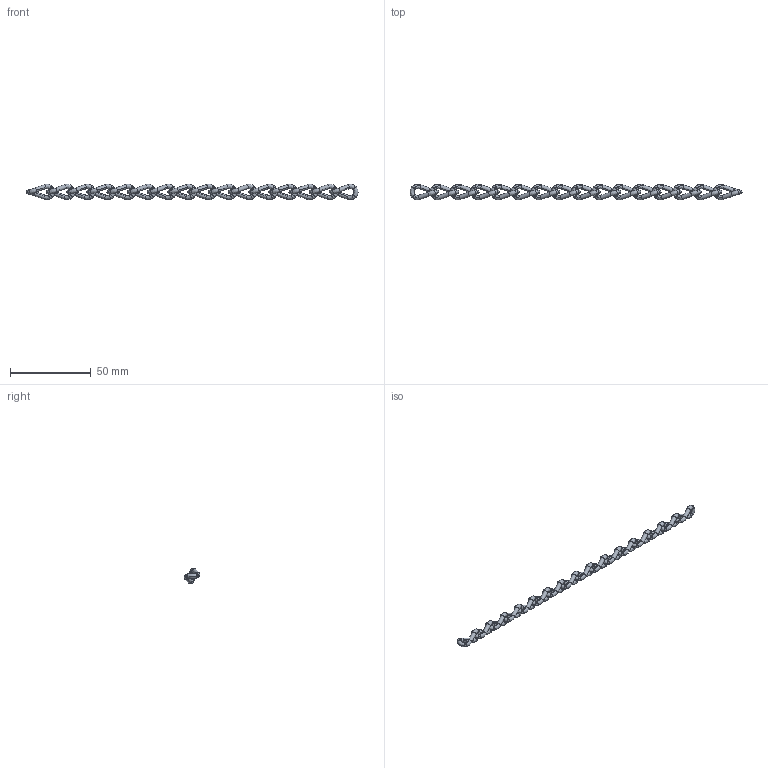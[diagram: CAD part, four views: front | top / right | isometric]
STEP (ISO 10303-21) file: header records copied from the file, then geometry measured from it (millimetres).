
FILE_DESCRIPTION((''),'2;1');
FILE_NAME('','2005-12-14T14:27:54',(''),(''),'','CADfix','');
FILE_SCHEMA(('AUTOMOTIVE_DESIGN'));
Length unit declared in the file: millimetre
Products named in the file (2): chain; TM_104SS_12_10048_36
Assembly tree (16 placements, depth 2):
  TM_104SS_12_10048_36
    chain  x16
Bounding box: 205.17 x 9.55 x 9.58 mm (x, y, z)
Volume: 3441.2 mm3; surface area: 5288.3 mm2
Topology: 16 solids, 16 shells, 384 faces, 1280 edges, 896 vertices
Faces by surface type: bspline 384
Entity records: 2115 total; most frequent: CARTESIAN_POINT 1456, ORIENTED_EDGE 160, EDGE_CURVE 80, B_SPLINE_CURVE_WITH_KNOTS 72, DIRECTION 68, VERTEX_POINT 56, AXIS2_PLACEMENT_3D 34, EDGE_LOOP 24
